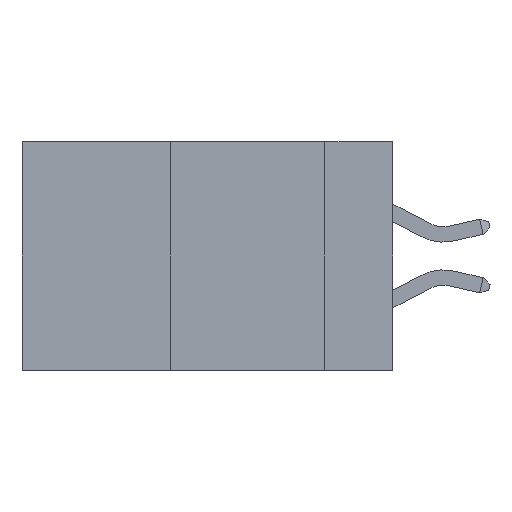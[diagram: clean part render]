
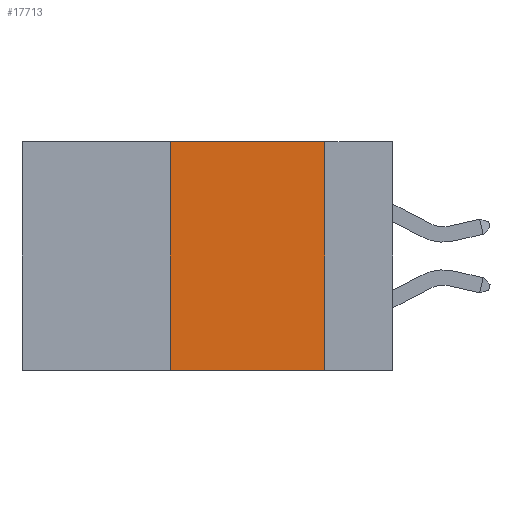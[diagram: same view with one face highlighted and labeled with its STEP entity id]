
A CAD part, left-side view. The second image highlights one B-rep face of the part: STEP entity #17713.
In plain terms, the highlighted planar face has unit normal (-1, 0, 0).
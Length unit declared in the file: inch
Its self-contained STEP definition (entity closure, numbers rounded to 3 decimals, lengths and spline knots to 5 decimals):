
#610 = CARTESIAN_POINT ( 'NONE',  ( 0., 0.36, 0. ) ) ;
#686 = EDGE_CURVE ( 'NONE', #7549, #11962, #5618, .T. ) ;
#690 = DIRECTION ( 'NONE',  ( 0., -1., 0. ) ) ;
#1140 = VECTOR ( 'NONE', #19868, 39.37008 ) ;
#4665 = CARTESIAN_POINT ( 'NONE',  ( 0., 0.6, 0. ) ) ;
#4772 = ORIENTED_EDGE ( 'NONE', *, *, #15347, .F. ) ;
#5273 = CARTESIAN_POINT ( 'NONE',  ( 0., 0.6, -0.37 ) ) ;
#5618 = LINE ( 'NONE', #8456, #1140 ) ;
#7549 = VERTEX_POINT ( 'NONE', #610 ) ;
#8438 = LINE ( 'NONE', #19103, #8972 ) ;
#8456 = CARTESIAN_POINT ( 'NONE',  ( 0., 0.6, 0. ) ) ;
#8678 = EDGE_LOOP ( 'NONE', ( #4772, #13673, #15005, #16341 ) ) ;
#8972 = VECTOR ( 'NONE', #18754, 39.37008 ) ;
#9676 = EDGE_CURVE ( 'NONE', #21237, #19545, #20372, .T. ) ;
#10701 = EDGE_CURVE ( 'NONE', #21237, #7549, #20084, .T. ) ;
#11839 = DIRECTION ( 'NONE',  ( 0., 0., -1. ) ) ;
#11962 = VERTEX_POINT ( 'NONE', #15315 ) ;
#13673 = ORIENTED_EDGE ( 'NONE', *, *, #686, .F. ) ;
#14119 = PLANE ( 'NONE',  #19042 ) ;
#14565 = CARTESIAN_POINT ( 'NONE',  ( 0., 0.36, -0.37 ) ) ;
#14893 = FACE_OUTER_BOUND ( 'NONE', #8678, .T. ) ;
#15005 = ORIENTED_EDGE ( 'NONE', *, *, #10701, .F. ) ;
#15153 = DIRECTION ( 'NONE',  ( 0., 0., 1. ) ) ;
#15315 = CARTESIAN_POINT ( 'NONE',  ( 0., 0.11, 0. ) ) ;
#15347 = EDGE_CURVE ( 'NONE', #11962, #19545, #8438, .T. ) ;
#15661 = VECTOR ( 'NONE', #15153, 39.37008 ) ;
#16341 = ORIENTED_EDGE ( 'NONE', *, *, #9676, .T. ) ;
#17451 = CARTESIAN_POINT ( 'NONE',  ( 0., 0.11, -0.37 ) ) ;
#17713 = ADVANCED_FACE ( 'NONE', ( #14893 ), #14119, .F. ) ;
#18754 = DIRECTION ( 'NONE',  ( 0., 0., -1. ) ) ;
#18819 = VECTOR ( 'NONE', #690, 39.37008 ) ;
#19042 = AXIS2_PLACEMENT_3D ( 'NONE', #4665, #21367, #11839 ) ;
#19103 = CARTESIAN_POINT ( 'NONE',  ( 0., 0.11, 0. ) ) ;
#19545 = VERTEX_POINT ( 'NONE', #17451 ) ;
#19868 = DIRECTION ( 'NONE',  ( 0., -1., 0. ) ) ;
#19958 = CARTESIAN_POINT ( 'NONE',  ( 0., 0.36, 0. ) ) ;
#20084 = LINE ( 'NONE', #19958, #15661 ) ;
#20372 = LINE ( 'NONE', #5273, #18819 ) ;
#21237 = VERTEX_POINT ( 'NONE', #14565 ) ;
#21367 = DIRECTION ( 'NONE',  ( 1., 0., 0. ) ) ;
